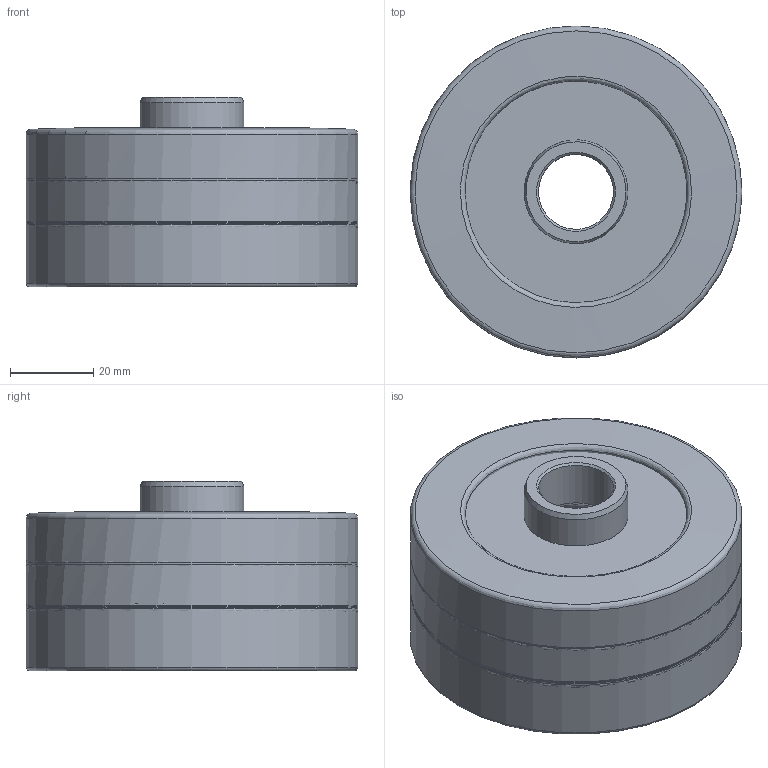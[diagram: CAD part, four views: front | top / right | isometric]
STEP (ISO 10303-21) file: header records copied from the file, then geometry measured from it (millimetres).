
FILE_DESCRIPTION(/* description */ (''),/* implementation_level */ '2;1');
FILE_NAME(/* name */ 'R220.82-RE080-036-SNXO16.5A_Basic.stp',/* time_stamp */ '2024-02-16T15:24:02+06:00',/* author */ (''),/* organization */ (''),/* preprocessor_version */ 'ST-DEVELOPER v16.7',/* originating_system */ 'SIEMENS PLM Software NX 12.0',/* authorisation */ '');
FILE_SCHEMA (('AUTOMOTIVE_DESIGN { 1 0 10303 214 3 1 1 1 }'));
Length unit declared in the file: millimetre
Products named in the file (5): CUT2; CUT1; NOCUT; ASSEMBLY_CONSTRUCTION; R220.82-RE080-036-SNXO16.5A_Basic
Assembly tree (5 placements, depth 2):
  R220.82-RE080-036-SNXO16.5A_Basic
    ASSEMBLY_CONSTRUCTION
    NOCUT
    CUT1
    CUT2  x2
Bounding box: 79.75 x 79.75 x 45.5 mm (x, y, z)
Volume: 254111.6 mm3; surface area: 53759 mm2
Topology: 4 solids, 4 shells, 76 faces, 176 edges, 129 vertices
Faces by surface type: revolution 50, cone 9, cylinder 7, torus 6, plane 4
Full cylindrical faces by diameter (mm): 18 x2, 23 x1, 24.986 x1, 26 x1, 54.25 x1, 76.7 x1
Entity records: 2404 total; most frequent: CARTESIAN_POINT 637, DIRECTION 342, FACE_BOUND 152, EDGE_LOOP 152, ORIENTED_EDGE 152, AXIS2_PLACEMENT_3D 146, CIRCLE 92, ADVANCED_FACE 76
